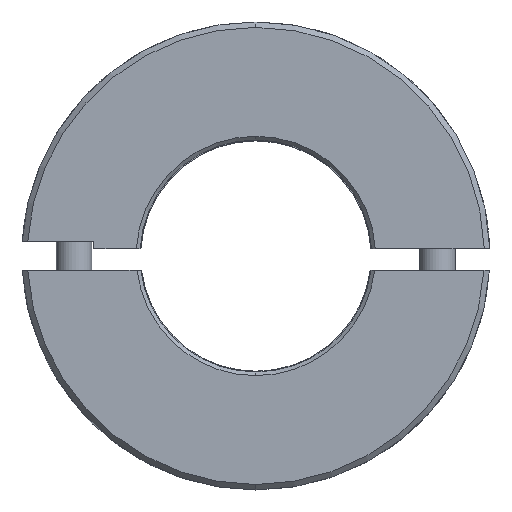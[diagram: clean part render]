
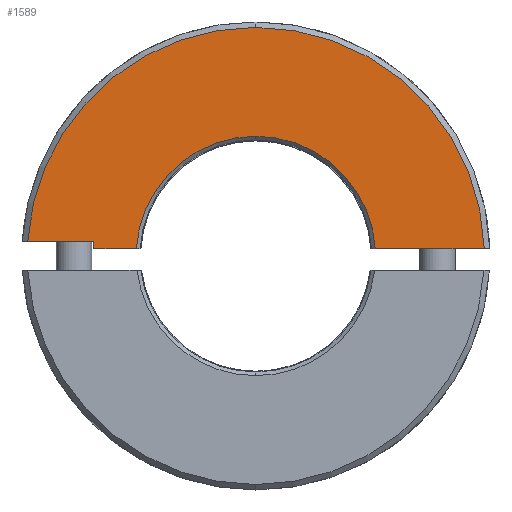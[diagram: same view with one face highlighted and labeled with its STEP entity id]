
A CAD part, top view. The second image highlights one B-rep face of the part: STEP entity #1589.
In plain terms, the highlighted planar face has unit normal (0, 0, 1).
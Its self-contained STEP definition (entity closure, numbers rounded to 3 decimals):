
#953=VERTEX_POINT('NONE',#2314);
#969=VERTEX_POINT('NONE',#2330);
#1049=VERTEX_POINT('NONE',#2418);
#1229=EDGE_CURVE('NONE',#1913,#1331,#2618,.T.);
#1297=EDGE_CURVE('NONE',#953,#1465,#2694,.T.);
#1315=EDGE_CURVE('NONE',#969,#1913,#2715,.T.);
#1317=EDGE_CURVE('NONE',#1591,#1977,#2717,.T.);
#1327=EDGE_CURVE('NONE',#1331,#1591,#2727,.T.);
#1331=VERTEX_POINT('NONE',#2731);
#1465=VERTEX_POINT('',#2881);
#1537=EDGE_CURVE('NONE',#1465,#1977,#2959,.T.);
#1589=ADVANCED_FACE('NONE',(#3015),#3016,.F.);
#1591=VERTEX_POINT('NONE',#3018);
#1693=EDGE_CURVE('NONE',#953,#1049,#3132,.T.);
#1747=EDGE_CURVE('NONE',#1049,#969,#3192,.T.);
#1913=VERTEX_POINT('NONE',#3383);
#1977=VERTEX_POINT('NONE',#3451);
#2314=CARTESIAN_POINT('',(63.468,2.0,0.0));
#2330=CARTESIAN_POINT('',(0.0,33.25,0.0));
#2418=CARTESIAN_POINT('',(33.19,2.0,0.0));
#2618=LINE('',#4482,#4483);
#2694=CIRCLE('',#4603,63.5);
#2715=CIRCLE('',#4632,33.25);
#2717=LINE('',#4635,#4636);
#2727=LINE('',#4651,#4652);
#2731=CARTESIAN_POINT('',(-45.0,2.0,0.0));
#2881=CARTESIAN_POINT('',(0.,63.5,0.0));
#2959=CIRCLE('',#4994,63.5);
#3015=FACE_OUTER_BOUND('',#5091,.T.);
#3016=PLANE('',#5092);
#3018=CARTESIAN_POINT('',(-45.0,4.0,0.0));
#3132=LINE('',#5257,#5258);
#3192=CIRCLE('',#5342,33.25);
#3383=CARTESIAN_POINT('',(-33.19,2.0,0.0));
#3451=CARTESIAN_POINT('',(-63.374,4.0,0.0));
#4482=CARTESIAN_POINT('',(79.625,2.0,0.0));
#4483=VECTOR('',#6399,1000.0);
#4603=AXIS2_PLACEMENT_3D('',#6483,#6484,#6485);
#4632=AXIS2_PLACEMENT_3D('',#6520,#6521,#6522);
#4635=CARTESIAN_POINT('',(-45.0,4.0,0.0));
#4636=VECTOR('',#6523,1000.0);
#4651=CARTESIAN_POINT('',(-45.0,4.0,0.0));
#4652=VECTOR('',#6526,1000.0);
#4994=AXIS2_PLACEMENT_3D('',#6781,#6782,#6783);
#5091=EDGE_LOOP('',(#6842,#6843,#6844,#6845,#6846,#6847,#6848,#6849));
#5092=AXIS2_PLACEMENT_3D('',#6850,#6851,#6852);
#5257=CARTESIAN_POINT('',(79.625,2.0,0.0));
#5258=VECTOR('',#7001,1000.0);
#5342=AXIS2_PLACEMENT_3D('',#7099,#7100,#7101);
#6399=DIRECTION('',(-1.0,0.0,0.0));
#6483=CARTESIAN_POINT('',(0.0,0.0,0.0));
#6484=DIRECTION('',(0.0,-0.0,1.0));
#6485=DIRECTION('',(0.0,1.0,0.0));
#6520=CARTESIAN_POINT('',(0.0,0.0,0.0));
#6521=DIRECTION('',(0.0,-0.0,1.0));
#6522=DIRECTION('',(0.0,1.0,0.0));
#6523=DIRECTION('',(-1.0,0.0,0.0));
#6526=DIRECTION('',(0.0,1.0,0.0));
#6781=CARTESIAN_POINT('',(0.0,0.0,0.0));
#6782=DIRECTION('',(0.0,-0.0,1.0));
#6783=DIRECTION('',(0.0,1.0,0.0));
#6842=ORIENTED_EDGE('',*,*,#1317,.F.);
#6843=ORIENTED_EDGE('',*,*,#1327,.F.);
#6844=ORIENTED_EDGE('',*,*,#1229,.F.);
#6845=ORIENTED_EDGE('',*,*,#1315,.F.);
#6846=ORIENTED_EDGE('',*,*,#1747,.F.);
#6847=ORIENTED_EDGE('',*,*,#1693,.F.);
#6848=ORIENTED_EDGE('',*,*,#1297,.T.);
#6849=ORIENTED_EDGE('',*,*,#1537,.T.);
#6850=CARTESIAN_POINT('',(-33.25,0.0,0.0));
#6851=DIRECTION('',(0.0,0.0,-1.0));
#6852=DIRECTION('',(0.0,-1.0,0.0));
#7001=DIRECTION('',(-1.0,0.0,0.0));
#7099=CARTESIAN_POINT('',(0.0,0.0,0.0));
#7100=DIRECTION('',(0.0,-0.0,1.0));
#7101=DIRECTION('',(0.0,1.0,0.0));
